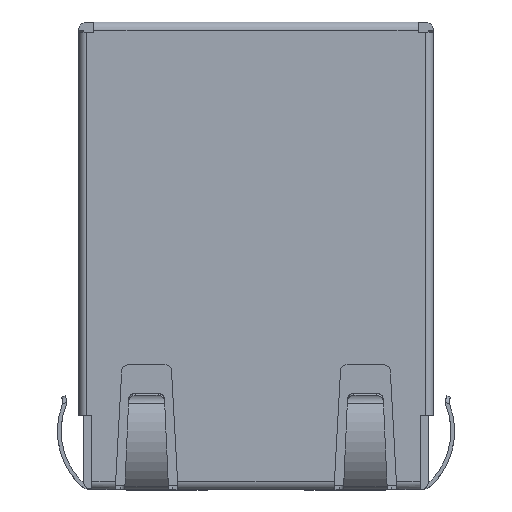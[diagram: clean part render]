
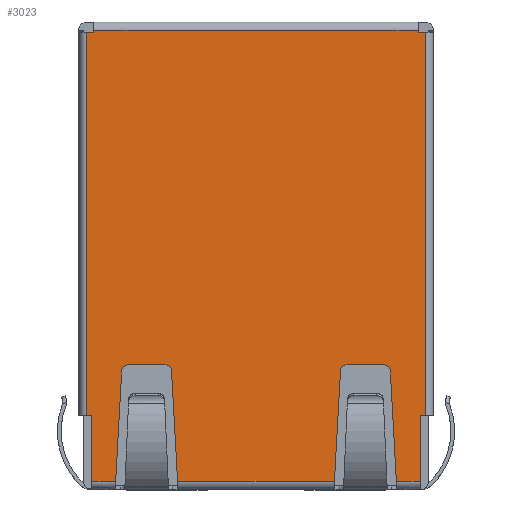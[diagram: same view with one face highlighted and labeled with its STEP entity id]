
A CAD part, top view. The second image highlights one B-rep face of the part: STEP entity #3023.
In plain terms, the highlighted planar face has unit normal (0, 0, 1).
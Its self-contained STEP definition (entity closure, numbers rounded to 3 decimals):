
#2971 = EDGE_CURVE('',#2972,#2974,#2976,.T.);
#2972 = VERTEX_POINT('',#2973);
#2973 = CARTESIAN_POINT('',(13.45,1.218,14.1));
#2974 = VERTEX_POINT('',#2975);
#2975 = CARTESIAN_POINT('',(13.129,1.218,14.1));
#2976 = LINE('',#2977,#2978);
#2977 = CARTESIAN_POINT('',(13.45,1.218,14.1));
#2978 = VECTOR('',#2979,1.);
#2979 = DIRECTION('',(-1.,0.,0.));
#3023 = ADVANCED_FACE('',(#3024),#3229,.T.);
#3024 = FACE_BOUND('',#3025,.F.);
#3025 = EDGE_LOOP('',(#3026,#3036,#3044,#3052,#3060,#3069,#3077,#3086,
    #3094,#3102,#3110,#3119,#3127,#3136,#3144,#3152,#3160,#3168,#3176,
    #3184,#3192,#3200,#3208,#3216,#3222,#3223));
#3026 = ORIENTED_EDGE('',*,*,#3027,.F.);
#3027 = EDGE_CURVE('',#3028,#3030,#3032,.T.);
#3028 = VERTEX_POINT('',#3029);
#3029 = CARTESIAN_POINT('',(13.23,-16.305,14.1));
#3030 = VERTEX_POINT('',#3031);
#3031 = CARTESIAN_POINT('',(13.45,-16.305,14.1));
#3032 = LINE('',#3033,#3034);
#3033 = CARTESIAN_POINT('',(13.23,-16.305,14.1));
#3034 = VECTOR('',#3035,1.);
#3035 = DIRECTION('',(1.,0.,0.));
#3036 = ORIENTED_EDGE('',*,*,#3037,.F.);
#3037 = EDGE_CURVE('',#3038,#3028,#3040,.T.);
#3038 = VERTEX_POINT('',#3039);
#3039 = CARTESIAN_POINT('',(13.23,-19.32,14.1));
#3040 = LINE('',#3041,#3042);
#3041 = CARTESIAN_POINT('',(13.23,-19.32,14.1));
#3042 = VECTOR('',#3043,1.);
#3043 = DIRECTION('',(0.,1.,0.));
#3044 = ORIENTED_EDGE('',*,*,#3045,.F.);
#3045 = EDGE_CURVE('',#3046,#3038,#3048,.T.);
#3046 = VERTEX_POINT('',#3047);
#3047 = CARTESIAN_POINT('',(12.136,-19.32,14.1));
#3048 = LINE('',#3049,#3050);
#3049 = CARTESIAN_POINT('',(12.136,-19.32,14.1));
#3050 = VECTOR('',#3051,1.);
#3051 = DIRECTION('',(1.,0.,0.));
#3052 = ORIENTED_EDGE('',*,*,#3053,.T.);
#3053 = EDGE_CURVE('',#3046,#3054,#3056,.T.);
#3054 = VERTEX_POINT('',#3055);
#3055 = CARTESIAN_POINT('',(11.86,-14.274,14.1));
#3056 = LINE('',#3057,#3058);
#3057 = CARTESIAN_POINT('',(12.136,-19.32,14.1));
#3058 = VECTOR('',#3059,1.);
#3059 = DIRECTION('',(-0.055,0.998,0.));
#3060 = ORIENTED_EDGE('',*,*,#3061,.T.);
#3061 = EDGE_CURVE('',#3054,#3062,#3064,.T.);
#3062 = VERTEX_POINT('',#3063);
#3063 = CARTESIAN_POINT('',(11.56,-13.99,14.1));
#3064 = CIRCLE('',#3065,0.3);
#3065 = AXIS2_PLACEMENT_3D('',#3066,#3067,#3068);
#3066 = CARTESIAN_POINT('',(11.56,-14.29,14.1));
#3067 = DIRECTION('',(0.,0.,1.));
#3068 = DIRECTION('',(0.998,0.055,0.));
#3069 = ORIENTED_EDGE('',*,*,#3070,.T.);
#3070 = EDGE_CURVE('',#3062,#3071,#3073,.T.);
#3071 = VERTEX_POINT('',#3072);
#3072 = CARTESIAN_POINT('',(9.88,-13.99,14.1));
#3073 = LINE('',#3074,#3075);
#3074 = CARTESIAN_POINT('',(11.56,-13.99,14.1));
#3075 = VECTOR('',#3076,1.);
#3076 = DIRECTION('',(-1.,0.,0.));
#3077 = ORIENTED_EDGE('',*,*,#3078,.T.);
#3078 = EDGE_CURVE('',#3071,#3079,#3081,.T.);
#3079 = VERTEX_POINT('',#3080);
#3080 = CARTESIAN_POINT('',(9.58,-14.274,14.1));
#3081 = CIRCLE('',#3082,0.3);
#3082 = AXIS2_PLACEMENT_3D('',#3083,#3084,#3085);
#3083 = CARTESIAN_POINT('',(9.88,-14.29,14.1));
#3084 = DIRECTION('',(0.,0.,1.));
#3085 = DIRECTION('',(0.,1.,0.));
#3086 = ORIENTED_EDGE('',*,*,#3087,.T.);
#3087 = EDGE_CURVE('',#3079,#3088,#3090,.T.);
#3088 = VERTEX_POINT('',#3089);
#3089 = CARTESIAN_POINT('',(9.304,-19.32,14.1));
#3090 = LINE('',#3091,#3092);
#3091 = CARTESIAN_POINT('',(9.58,-14.274,14.1));
#3092 = VECTOR('',#3093,1.);
#3093 = DIRECTION('',(-0.055,-0.998,0.));
#3094 = ORIENTED_EDGE('',*,*,#3095,.F.);
#3095 = EDGE_CURVE('',#3096,#3088,#3098,.T.);
#3096 = VERTEX_POINT('',#3097);
#3097 = CARTESIAN_POINT('',(2.136,-19.32,14.1));
#3098 = LINE('',#3099,#3100);
#3099 = CARTESIAN_POINT('',(2.136,-19.32,14.1));
#3100 = VECTOR('',#3101,1.);
#3101 = DIRECTION('',(1.,0.,0.));
#3102 = ORIENTED_EDGE('',*,*,#3103,.T.);
#3103 = EDGE_CURVE('',#3096,#3104,#3106,.T.);
#3104 = VERTEX_POINT('',#3105);
#3105 = CARTESIAN_POINT('',(1.86,-14.274,14.1));
#3106 = LINE('',#3107,#3108);
#3107 = CARTESIAN_POINT('',(2.136,-19.32,14.1));
#3108 = VECTOR('',#3109,1.);
#3109 = DIRECTION('',(-0.055,0.998,0.));
#3110 = ORIENTED_EDGE('',*,*,#3111,.T.);
#3111 = EDGE_CURVE('',#3104,#3112,#3114,.T.);
#3112 = VERTEX_POINT('',#3113);
#3113 = CARTESIAN_POINT('',(1.56,-13.99,14.1));
#3114 = CIRCLE('',#3115,0.3);
#3115 = AXIS2_PLACEMENT_3D('',#3116,#3117,#3118);
#3116 = CARTESIAN_POINT('',(1.56,-14.29,14.1));
#3117 = DIRECTION('',(0.,0.,1.));
#3118 = DIRECTION('',(0.998,0.055,0.));
#3119 = ORIENTED_EDGE('',*,*,#3120,.F.);
#3120 = EDGE_CURVE('',#3121,#3112,#3123,.T.);
#3121 = VERTEX_POINT('',#3122);
#3122 = CARTESIAN_POINT('',(-0.12,-13.99,14.1));
#3123 = LINE('',#3124,#3125);
#3124 = CARTESIAN_POINT('',(-0.12,-13.99,14.1));
#3125 = VECTOR('',#3126,1.);
#3126 = DIRECTION('',(1.,0.,0.));
#3127 = ORIENTED_EDGE('',*,*,#3128,.T.);
#3128 = EDGE_CURVE('',#3121,#3129,#3131,.T.);
#3129 = VERTEX_POINT('',#3130);
#3130 = CARTESIAN_POINT('',(-0.42,-14.274,14.1));
#3131 = CIRCLE('',#3132,0.3);
#3132 = AXIS2_PLACEMENT_3D('',#3133,#3134,#3135);
#3133 = CARTESIAN_POINT('',(-0.12,-14.29,14.1));
#3134 = DIRECTION('',(0.,0.,1.));
#3135 = DIRECTION('',(0.,1.,0.));
#3136 = ORIENTED_EDGE('',*,*,#3137,.T.);
#3137 = EDGE_CURVE('',#3129,#3138,#3140,.T.);
#3138 = VERTEX_POINT('',#3139);
#3139 = CARTESIAN_POINT('',(-0.696,-19.32,14.1));
#3140 = LINE('',#3141,#3142);
#3141 = CARTESIAN_POINT('',(-0.42,-14.274,14.1));
#3142 = VECTOR('',#3143,1.);
#3143 = DIRECTION('',(-0.055,-0.998,0.));
#3144 = ORIENTED_EDGE('',*,*,#3145,.F.);
#3145 = EDGE_CURVE('',#3146,#3138,#3148,.T.);
#3146 = VERTEX_POINT('',#3147);
#3147 = CARTESIAN_POINT('',(-1.79,-19.32,14.1));
#3148 = LINE('',#3149,#3150);
#3149 = CARTESIAN_POINT('',(-1.79,-19.32,14.1));
#3150 = VECTOR('',#3151,1.);
#3151 = DIRECTION('',(1.,0.,0.));
#3152 = ORIENTED_EDGE('',*,*,#3153,.F.);
#3153 = EDGE_CURVE('',#3154,#3146,#3156,.T.);
#3154 = VERTEX_POINT('',#3155);
#3155 = CARTESIAN_POINT('',(-1.79,-16.305,14.1));
#3156 = LINE('',#3157,#3158);
#3157 = CARTESIAN_POINT('',(-1.79,-16.305,14.1));
#3158 = VECTOR('',#3159,1.);
#3159 = DIRECTION('',(0.,-1.,0.));
#3160 = ORIENTED_EDGE('',*,*,#3161,.F.);
#3161 = EDGE_CURVE('',#3162,#3154,#3164,.T.);
#3162 = VERTEX_POINT('',#3163);
#3163 = CARTESIAN_POINT('',(-2.01,-16.305,14.1));
#3164 = LINE('',#3165,#3166);
#3165 = CARTESIAN_POINT('',(-2.01,-16.305,14.1));
#3166 = VECTOR('',#3167,1.);
#3167 = DIRECTION('',(1.,0.,0.));
#3168 = ORIENTED_EDGE('',*,*,#3169,.F.);
#3169 = EDGE_CURVE('',#3170,#3162,#3172,.T.);
#3170 = VERTEX_POINT('',#3171);
#3171 = CARTESIAN_POINT('',(-2.01,1.218,14.1));
#3172 = LINE('',#3173,#3174);
#3173 = CARTESIAN_POINT('',(-2.01,1.218,14.1));
#3174 = VECTOR('',#3175,1.);
#3175 = DIRECTION('',(0.,-1.,0.));
#3176 = ORIENTED_EDGE('',*,*,#3177,.F.);
#3177 = EDGE_CURVE('',#3178,#3170,#3180,.T.);
#3178 = VERTEX_POINT('',#3179);
#3179 = CARTESIAN_POINT('',(-1.689,1.218,14.1));
#3180 = LINE('',#3181,#3182);
#3181 = CARTESIAN_POINT('',(-1.689,1.218,14.1));
#3182 = VECTOR('',#3183,1.);
#3183 = DIRECTION('',(-1.,0.,0.));
#3184 = ORIENTED_EDGE('',*,*,#3185,.F.);
#3185 = EDGE_CURVE('',#3186,#3178,#3188,.T.);
#3186 = VERTEX_POINT('',#3187);
#3187 = CARTESIAN_POINT('',(-1.689,1.31,14.1));
#3188 = LINE('',#3189,#3190);
#3189 = CARTESIAN_POINT('',(-1.689,1.31,14.1));
#3190 = VECTOR('',#3191,1.);
#3191 = DIRECTION('',(0.,-1.,0.));
#3192 = ORIENTED_EDGE('',*,*,#3193,.F.);
#3193 = EDGE_CURVE('',#3194,#3186,#3196,.T.);
#3194 = VERTEX_POINT('',#3195);
#3195 = CARTESIAN_POINT('',(6.42,1.31,14.1));
#3196 = LINE('',#3197,#3198);
#3197 = CARTESIAN_POINT('',(6.42,1.31,14.1));
#3198 = VECTOR('',#3199,1.);
#3199 = DIRECTION('',(-1.,0.,0.));
#3200 = ORIENTED_EDGE('',*,*,#3201,.F.);
#3201 = EDGE_CURVE('',#3202,#3194,#3204,.T.);
#3202 = VERTEX_POINT('',#3203);
#3203 = CARTESIAN_POINT('',(8.22,1.31,14.1));
#3204 = LINE('',#3205,#3206);
#3205 = CARTESIAN_POINT('',(8.22,1.31,14.1));
#3206 = VECTOR('',#3207,1.);
#3207 = DIRECTION('',(-1.,0.,0.));
#3208 = ORIENTED_EDGE('',*,*,#3209,.F.);
#3209 = EDGE_CURVE('',#3210,#3202,#3212,.T.);
#3210 = VERTEX_POINT('',#3211);
#3211 = CARTESIAN_POINT('',(13.129,1.31,14.1));
#3212 = LINE('',#3213,#3214);
#3213 = CARTESIAN_POINT('',(13.129,1.31,14.1));
#3214 = VECTOR('',#3215,1.);
#3215 = DIRECTION('',(-1.,0.,0.));
#3216 = ORIENTED_EDGE('',*,*,#3217,.F.);
#3217 = EDGE_CURVE('',#2974,#3210,#3218,.T.);
#3218 = LINE('',#3219,#3220);
#3219 = CARTESIAN_POINT('',(13.129,1.218,14.1));
#3220 = VECTOR('',#3221,1.);
#3221 = DIRECTION('',(0.,1.,0.));
#3222 = ORIENTED_EDGE('',*,*,#2971,.F.);
#3223 = ORIENTED_EDGE('',*,*,#3224,.F.);
#3224 = EDGE_CURVE('',#3030,#2972,#3225,.T.);
#3225 = LINE('',#3226,#3227);
#3226 = CARTESIAN_POINT('',(13.45,-16.305,14.1));
#3227 = VECTOR('',#3228,1.);
#3228 = DIRECTION('',(0.,1.,0.));
#3229 = PLANE('',#3230);
#3230 = AXIS2_PLACEMENT_3D('',#3231,#3232,#3233);
#3231 = CARTESIAN_POINT('',(5.72,-7.668,14.1));
#3232 = DIRECTION('',(0.,0.,1.));
#3233 = DIRECTION('',(0.,-1.,0.));
